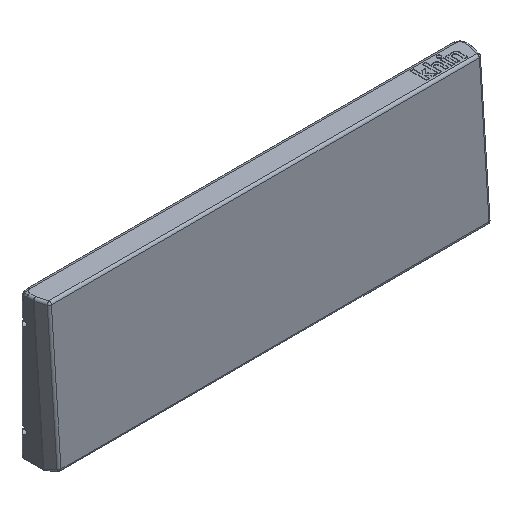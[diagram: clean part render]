
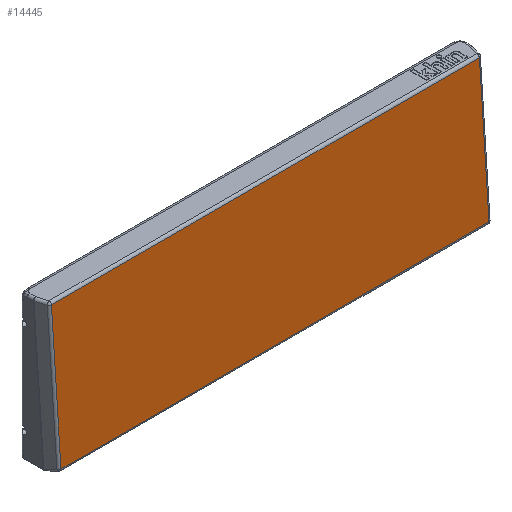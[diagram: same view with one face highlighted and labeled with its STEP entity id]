
A CAD part, isometric view. The second image highlights one B-rep face of the part: STEP entity #14445.
In plain terms, the highlighted planar face has unit normal (0, -0.998, 0.07).
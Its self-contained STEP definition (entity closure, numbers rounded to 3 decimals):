
#637=PLANE('',#15291);
#1359=FACE_OUTER_BOUND('',#2117,.T.);
#2117=EDGE_LOOP('',(#11042,#11043,#11044,#11045));
#3080=LINE('',#23069,#4841);
#3084=LINE('',#23079,#4845);
#3085=LINE('',#23081,#4846);
#3087=LINE('',#23084,#4848);
#4841=VECTOR('',#16682,10.);
#4845=VECTOR('',#16696,10.);
#4846=VECTOR('',#16699,10.);
#4848=VECTOR('',#16703,10.);
#6867=VERTEX_POINT('',#23044);
#6871=VERTEX_POINT('',#23057);
#6872=VERTEX_POINT('',#23061);
#6875=VERTEX_POINT('',#23074);
#8451=EDGE_CURVE('',#6872,#6867,#3080,.T.);
#8457=EDGE_CURVE('',#6875,#6872,#3084,.T.);
#8458=EDGE_CURVE('',#6871,#6875,#3085,.T.);
#8460=EDGE_CURVE('',#6867,#6871,#3087,.T.);
#11042=ORIENTED_EDGE('',*,*,#8451,.F.);
#11043=ORIENTED_EDGE('',*,*,#8457,.F.);
#11044=ORIENTED_EDGE('',*,*,#8458,.F.);
#11045=ORIENTED_EDGE('',*,*,#8460,.F.);
#14445=ADVANCED_FACE('',(#1359),#637,.T.);
#15291=AXIS2_PLACEMENT_3D('',#23093,#16717,#16718);
#16682=DIRECTION('',(1.,0.,0.));
#16696=DIRECTION('',(0.,0.07,0.998));
#16699=DIRECTION('',(-1.,0.,0.));
#16703=DIRECTION('',(0.,-0.07,-0.998));
#16717=DIRECTION('center_axis',(0.,-0.998,0.07));
#16718=DIRECTION('ref_axis',(0.,-0.07,-0.998));
#23044=CARTESIAN_POINT('',(173.771,-0.13,57.14));
#23057=CARTESIAN_POINT('',(173.771,-7.931,-54.42));
#23061=CARTESIAN_POINT('',(-173.771,-0.13,57.14));
#23069=CARTESIAN_POINT('',(-178.26,-0.13,57.14));
#23074=CARTESIAN_POINT('',(-173.771,-7.931,-54.42));
#23079=CARTESIAN_POINT('',(-173.771,-2.053,29.644));
#23081=CARTESIAN_POINT('',(-89.13,-7.931,-54.42));
#23084=CARTESIAN_POINT('',(173.771,0.,59.));
#23093=CARTESIAN_POINT('Origin',(-178.26,0.,59.));
